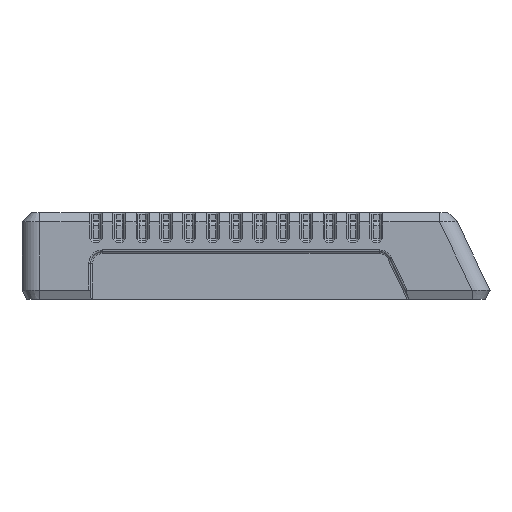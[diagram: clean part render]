
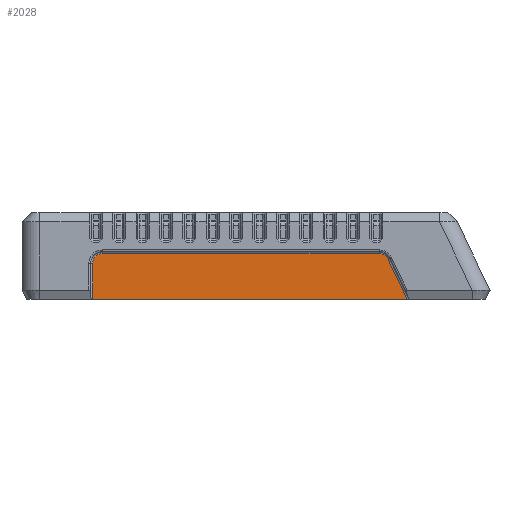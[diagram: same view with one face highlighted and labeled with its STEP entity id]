
A CAD part, left-side view. The second image highlights one B-rep face of the part: STEP entity #2028.
In plain terms, the highlighted planar face has unit normal (-1, 0, 0).
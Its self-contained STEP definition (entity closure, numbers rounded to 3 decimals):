
#826 = VERTEX_POINT('',#827);
#827 = CARTESIAN_POINT('',(-128.55,62.7,-6.));
#994 = EDGE_CURVE('',#995,#826,#997,.T.);
#995 = VERTEX_POINT('',#996);
#996 = CARTESIAN_POINT('',(-128.55,62.7,1.7));
#997 = LINE('',#998,#999);
#998 = CARTESIAN_POINT('',(-128.55,62.7,1.7));
#999 = VECTOR('',#1000,1.);
#1000 = DIRECTION('',(-0.,-0.,-1.));
#1749 = EDGE_CURVE('',#826,#1750,#1752,.T.);
#1750 = VERTEX_POINT('',#1751);
#1751 = CARTESIAN_POINT('',(-128.55,-4.621,-6.));
#1752 = LINE('',#1753,#1754);
#1753 = CARTESIAN_POINT('',(-128.55,74.,-6.));
#1754 = VECTOR('',#1755,1.);
#1755 = DIRECTION('',(0.,-1.,0.));
#2028 = ADVANCED_FACE('',(#2029),#2065,.F.);
#2029 = FACE_BOUND('',#2030,.F.);
#2030 = EDGE_LOOP('',(#2031,#2032,#2033,#2042,#2050,#2059));
#2031 = ORIENTED_EDGE('',*,*,#1749,.F.);
#2032 = ORIENTED_EDGE('',*,*,#994,.F.);
#2033 = ORIENTED_EDGE('',*,*,#2034,.F.);
#2034 = EDGE_CURVE('',#2035,#995,#2037,.T.);
#2035 = VERTEX_POINT('',#2036);
#2036 = CARTESIAN_POINT('',(-128.55,60.6,3.8));
#2037 = CIRCLE('',#2038,2.1);
#2038 = AXIS2_PLACEMENT_3D('',#2039,#2040,#2041);
#2039 = CARTESIAN_POINT('',(-128.55,60.6,1.7));
#2040 = DIRECTION('',(-1.,0.,0.));
#2041 = DIRECTION('',(0.,0.,1.));
#2042 = ORIENTED_EDGE('',*,*,#2043,.F.);
#2043 = EDGE_CURVE('',#2044,#2035,#2046,.T.);
#2044 = VERTEX_POINT('',#2045);
#2045 = CARTESIAN_POINT('',(-128.55,1.4,3.8));
#2046 = LINE('',#2047,#2048);
#2047 = CARTESIAN_POINT('',(-128.55,1.4,3.8));
#2048 = VECTOR('',#2049,1.);
#2049 = DIRECTION('',(0.,1.,0.));
#2050 = ORIENTED_EDGE('',*,*,#2051,.F.);
#2051 = EDGE_CURVE('',#2052,#2044,#2054,.T.);
#2052 = VERTEX_POINT('',#2053);
#2053 = CARTESIAN_POINT('',(-128.55,-0.494,2.608));
#2054 = CIRCLE('',#2055,2.1);
#2055 = AXIS2_PLACEMENT_3D('',#2056,#2057,#2058);
#2056 = CARTESIAN_POINT('',(-128.55,1.4,1.7));
#2057 = DIRECTION('',(-1.,0.,0.));
#2058 = DIRECTION('',(0.,-0.902,0.432));
#2059 = ORIENTED_EDGE('',*,*,#2060,.F.);
#2060 = EDGE_CURVE('',#1750,#2052,#2061,.T.);
#2061 = LINE('',#2062,#2063);
#2062 = CARTESIAN_POINT('',(-128.55,-4.704,-6.173)
  );
#2063 = VECTOR('',#2064,1.);
#2064 = DIRECTION('',(0.,0.432,0.902));
#2065 = PLANE('',#2066);
#2066 = AXIS2_PLACEMENT_3D('',#2067,#2068,#2069);
#2067 = CARTESIAN_POINT('',(-128.55,29.786,-1.12));
#2068 = DIRECTION('',(1.,0.,0.));
#2069 = DIRECTION('',(0.,0.,1.));
